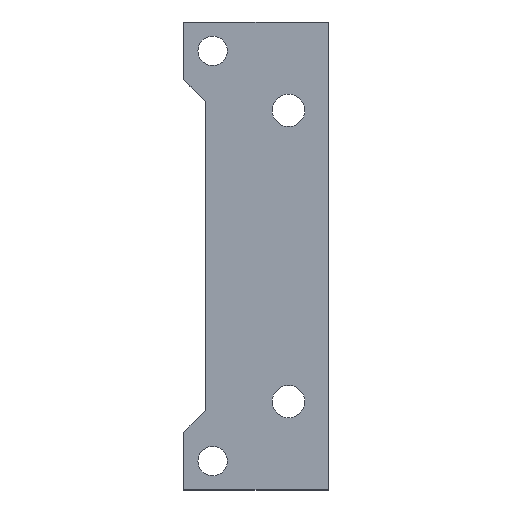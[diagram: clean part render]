
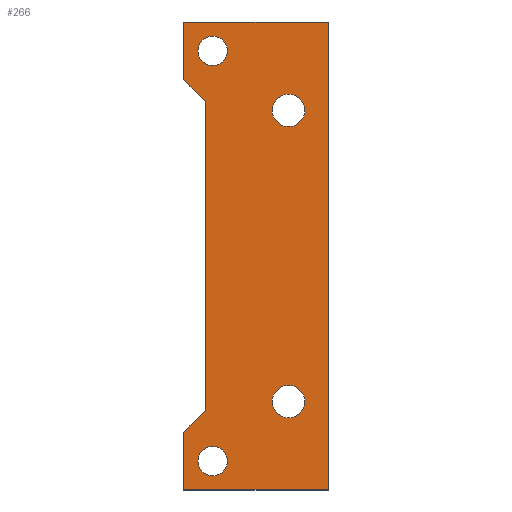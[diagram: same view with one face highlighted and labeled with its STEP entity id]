
A CAD part, top view. The second image highlights one B-rep face of the part: STEP entity #266.
In plain terms, the highlighted planar face has unit normal (0, 0, 1).
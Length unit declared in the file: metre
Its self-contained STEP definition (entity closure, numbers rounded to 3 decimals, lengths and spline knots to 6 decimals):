
#12=CIRCLE('',#289,0.00715);
#14=CIRCLE('',#292,0.00715);
#16=CIRCLE('',#295,0.006477);
#18=CIRCLE('',#299,0.006477);
#64=ORIENTED_EDGE('',*,*,#90,.F.);
#65=ORIENTED_EDGE('',*,*,#94,.T.);
#66=ORIENTED_EDGE('',*,*,#97,.T.);
#67=ORIENTED_EDGE('',*,*,#100,.T.);
#68=ORIENTED_EDGE('',*,*,#103,.T.);
#69=ORIENTED_EDGE('',*,*,#106,.F.);
#70=ORIENTED_EDGE('',*,*,#109,.F.);
#71=ORIENTED_EDGE('',*,*,#117,.F.);
#72=ORIENTED_EDGE('',*,*,#114,.F.);
#73=ORIENTED_EDGE('',*,*,#112,.F.);
#74=ORIENTED_EDGE('',*,*,#110,.T.);
#75=ORIENTED_EDGE('',*,*,#118,.T.);
#90=EDGE_CURVE('',#122,#123,#146,.T.);
#94=EDGE_CURVE('',#122,#125,#150,.T.);
#97=EDGE_CURVE('',#125,#127,#153,.T.);
#100=EDGE_CURVE('',#127,#129,#156,.T.);
#103=EDGE_CURVE('',#129,#131,#159,.T.);
#106=EDGE_CURVE('',#133,#131,#162,.T.);
#109=EDGE_CURVE('',#135,#133,#165,.T.);
#110=EDGE_CURVE('',#136,#136,#12,.T.);
#112=EDGE_CURVE('',#138,#138,#14,.T.);
#114=EDGE_CURVE('',#140,#140,#16,.T.);
#117=EDGE_CURVE('',#123,#135,#167,.T.);
#118=EDGE_CURVE('',#142,#142,#18,.T.);
#122=VERTEX_POINT('',#379);
#123=VERTEX_POINT('',#381);
#125=VERTEX_POINT('',#387);
#127=VERTEX_POINT('',#393);
#129=VERTEX_POINT('',#399);
#131=VERTEX_POINT('',#405);
#133=VERTEX_POINT('',#411);
#135=VERTEX_POINT('',#417);
#136=VERTEX_POINT('',#421);
#138=VERTEX_POINT('',#426);
#140=VERTEX_POINT('',#431);
#142=VERTEX_POINT('',#439);
#146=LINE('',#380,#170);
#150=LINE('',#388,#174);
#153=LINE('',#394,#177);
#156=LINE('',#400,#180);
#159=LINE('',#406,#183);
#162=LINE('',#412,#186);
#165=LINE('',#418,#189);
#167=LINE('',#436,#191);
#170=VECTOR('',#309,1.);
#174=VECTOR('',#315,1.);
#177=VECTOR('',#320,1.);
#180=VECTOR('',#325,1.);
#183=VECTOR('',#330,1.);
#186=VECTOR('',#335,1.);
#189=VECTOR('',#340,1.);
#191=VECTOR('',#362,1.);
#208=EDGE_LOOP('',(#64,#65,#66,#67,#68,#69,#70,#71));
#209=EDGE_LOOP('',(#72));
#210=EDGE_LOOP('',(#73));
#211=EDGE_LOOP('',(#74));
#212=EDGE_LOOP('',(#75));
#234=FACE_BOUND('',#208,.T.);
#235=FACE_BOUND('',#209,.T.);
#236=FACE_BOUND('',#210,.T.);
#237=FACE_BOUND('',#211,.T.);
#238=FACE_BOUND('',#212,.T.);
#252=PLANE('',#301);
#266=ADVANCED_FACE('',(#234,#235,#236,#237,#238),#252,.T.);
#289=AXIS2_PLACEMENT_3D('',#420,#343,#344);
#292=AXIS2_PLACEMENT_3D('',#425,#349,#350);
#295=AXIS2_PLACEMENT_3D('',#430,#355,#356);
#299=AXIS2_PLACEMENT_3D('',#438,#365,#366);
#301=AXIS2_PLACEMENT_3D('',#442,#369,#370);
#309=DIRECTION('',(0.,-1.,0.));
#315=DIRECTION('',(-1.,0.,0.));
#320=DIRECTION('',(0.,-1.,0.));
#325=DIRECTION('',(0.707,-0.707,0.));
#330=DIRECTION('',(0.,-1.,0.));
#335=DIRECTION('',(0.707,0.707,0.));
#340=DIRECTION('',(0.,1.,0.));
#343=DIRECTION('',(0.,0.,-1.));
#344=DIRECTION('',(1.,0.,0.));
#349=DIRECTION('',(0.,0.,1.));
#350=DIRECTION('',(1.,0.,0.));
#355=DIRECTION('',(0.,0.,1.));
#356=DIRECTION('',(1.,0.,0.));
#362=DIRECTION('',(-1.,0.,0.));
#365=DIRECTION('',(0.,0.,-1.));
#366=DIRECTION('',(1.,0.,0.));
#369=DIRECTION('',(0.,0.,1.));
#370=DIRECTION('',(1.,0.,0.));
#379=CARTESIAN_POINT('',(0.,0.10287,0.009525));
#380=CARTESIAN_POINT('',(0.,0.051435,0.009525));
#381=CARTESIAN_POINT('',(0.,-0.10287,0.009525));
#387=CARTESIAN_POINT('',(-0.0635,0.10287,0.009525));
#388=CARTESIAN_POINT('',(-0.03175,0.10287,0.009525));
#393=CARTESIAN_POINT('',(-0.0635,0.07747,0.009525));
#394=CARTESIAN_POINT('',(-0.0635,0.09017,0.009525));
#399=CARTESIAN_POINT('',(-0.053975,0.067945,0.009525));
#400=CARTESIAN_POINT('',(-0.058738,0.072708,0.009525));
#405=CARTESIAN_POINT('',(-0.053975,-0.067945,0.009525));
#406=CARTESIAN_POINT('',(-0.053975,0.033973,0.009525));
#411=CARTESIAN_POINT('',(-0.0635,-0.07747,0.009525));
#412=CARTESIAN_POINT('',(-0.058738,-0.072708,0.009525));
#417=CARTESIAN_POINT('',(-0.0635,-0.10287,0.009525));
#418=CARTESIAN_POINT('',(-0.0635,-0.09017,0.009525));
#420=CARTESIAN_POINT('',(-0.017463,-0.064008,0.009525));
#421=CARTESIAN_POINT('',(-0.010312,-0.064008,0.009525));
#425=CARTESIAN_POINT('',(-0.017463,0.064008,0.009525));
#426=CARTESIAN_POINT('',(-0.010312,0.064008,0.009525));
#430=CARTESIAN_POINT('',(-0.0508,0.09017,0.009525));
#431=CARTESIAN_POINT('',(-0.044323,0.09017,0.009525));
#436=CARTESIAN_POINT('',(-0.03175,-0.10287,0.009525));
#438=CARTESIAN_POINT('',(-0.0508,-0.09017,0.009525));
#439=CARTESIAN_POINT('',(-0.044323,-0.09017,0.009525));
#442=CARTESIAN_POINT('',(-0.03175,0.,0.009525));
